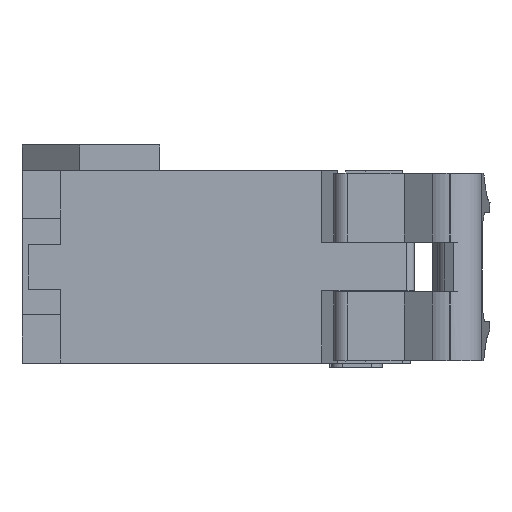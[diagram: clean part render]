
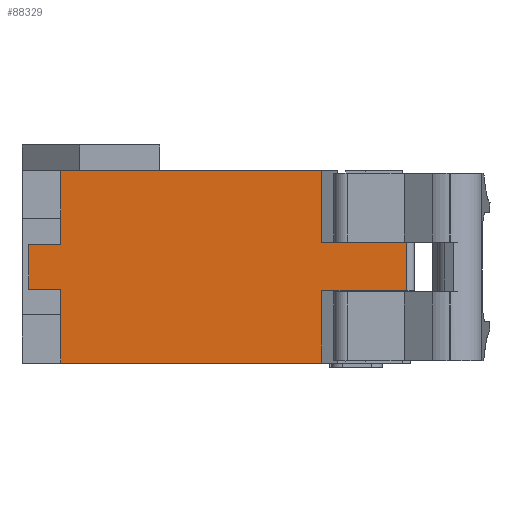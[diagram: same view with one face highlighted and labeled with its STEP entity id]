
A CAD part, left-side view. The second image highlights one B-rep face of the part: STEP entity #88329.
In plain terms, the highlighted planar face has unit normal (-1, 0, 0).
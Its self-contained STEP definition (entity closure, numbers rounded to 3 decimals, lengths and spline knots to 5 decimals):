
#7676=FACE_OUTER_BOUND('',#12262,.T.);
#12262=EDGE_LOOP('',(#74801,#74802,#74803,#74804,#74805,#74806,#74807,#74808,
#74809,#74810,#74811,#74812));
#21863=LINE('',#145040,#31939);
#22034=LINE('',#145393,#32110);
#22057=LINE('',#145437,#32133);
#22066=LINE('',#145455,#32142);
#22071=LINE('',#145466,#32147);
#22072=LINE('',#145468,#32148);
#22073=LINE('',#145470,#32149);
#22074=LINE('',#145472,#32150);
#22075=LINE('',#145474,#32151);
#22076=LINE('',#145476,#32152);
#22077=LINE('',#145477,#32153);
#22078=LINE('',#145478,#32154);
#31939=VECTOR('',#113299,0.3937);
#32110=VECTOR('',#113574,0.3937);
#32133=VECTOR('',#113609,0.3937);
#32142=VECTOR('',#113628,0.3937);
#32147=VECTOR('',#113637,0.3937);
#32148=VECTOR('',#113638,0.3937);
#32149=VECTOR('',#113639,0.3937);
#32150=VECTOR('',#113640,0.3937);
#32151=VECTOR('',#113641,0.3937);
#32152=VECTOR('',#113642,0.3937);
#32153=VECTOR('',#113643,0.3937);
#32154=VECTOR('',#113644,0.3937);
#39742=VERTEX_POINT('',#145034);
#39744=VERTEX_POINT('',#145038);
#39873=VERTEX_POINT('',#145390);
#39874=VERTEX_POINT('',#145392);
#39889=VERTEX_POINT('',#145435);
#39893=VERTEX_POINT('',#145453);
#39897=VERTEX_POINT('',#145465);
#39898=VERTEX_POINT('',#145467);
#39899=VERTEX_POINT('',#145469);
#39900=VERTEX_POINT('',#145471);
#39901=VERTEX_POINT('',#145473);
#39902=VERTEX_POINT('',#145475);
#51496=EDGE_CURVE('',#39744,#39742,#21863,.T.);
#51673=EDGE_CURVE('',#39874,#39873,#22034,.T.);
#51696=EDGE_CURVE('',#39873,#39889,#22057,.T.);
#51705=EDGE_CURVE('',#39889,#39893,#22066,.T.);
#51710=EDGE_CURVE('',#39893,#39897,#22071,.T.);
#51711=EDGE_CURVE('',#39898,#39897,#22072,.T.);
#51712=EDGE_CURVE('',#39898,#39899,#22073,.T.);
#51713=EDGE_CURVE('',#39900,#39899,#22074,.T.);
#51714=EDGE_CURVE('',#39901,#39900,#22075,.T.);
#51715=EDGE_CURVE('',#39902,#39901,#22076,.T.);
#51716=EDGE_CURVE('',#39902,#39742,#22077,.T.);
#51717=EDGE_CURVE('',#39744,#39874,#22078,.T.);
#74801=ORIENTED_EDGE('',*,*,#51673,.T.);
#74802=ORIENTED_EDGE('',*,*,#51696,.T.);
#74803=ORIENTED_EDGE('',*,*,#51705,.T.);
#74804=ORIENTED_EDGE('',*,*,#51710,.T.);
#74805=ORIENTED_EDGE('',*,*,#51711,.F.);
#74806=ORIENTED_EDGE('',*,*,#51712,.T.);
#74807=ORIENTED_EDGE('',*,*,#51713,.F.);
#74808=ORIENTED_EDGE('',*,*,#51714,.F.);
#74809=ORIENTED_EDGE('',*,*,#51715,.F.);
#74810=ORIENTED_EDGE('',*,*,#51716,.T.);
#74811=ORIENTED_EDGE('',*,*,#51496,.F.);
#74812=ORIENTED_EDGE('',*,*,#51717,.T.);
#79461=PLANE('',#93720);
#88329=ADVANCED_FACE('',(#7676),#79461,.T.);
#93720=AXIS2_PLACEMENT_3D('',#145464,#113635,#113636);
#113299=DIRECTION('',(0.,-1.,0.));
#113574=DIRECTION('',(0.,1.,0.));
#113609=DIRECTION('',(0.,0.,-1.));
#113628=DIRECTION('',(0.,-1.,0.));
#113635=DIRECTION('center_axis',(-1.,0.,0.));
#113636=DIRECTION('ref_axis',(0.,1.,0.));
#113637=DIRECTION('',(0.,0.,-1.));
#113638=DIRECTION('',(0.,1.,0.));
#113639=DIRECTION('',(0.,0.,1.));
#113640=DIRECTION('',(0.,1.,0.));
#113641=DIRECTION('',(0.,0.,-1.));
#113642=DIRECTION('',(0.,-1.,0.));
#113643=DIRECTION('',(0.,0.,1.));
#113644=DIRECTION('',(0.,0.,-1.));
#145034=CARTESIAN_POINT('',(-1.1418,-0.2232,0.11752));
#145038=CARTESIAN_POINT('',(-1.1418,0.10227,0.11752));
#145040=CARTESIAN_POINT('',(-1.1418,-0.33873,0.11752));
#145390=CARTESIAN_POINT('',(-1.1418,0.14227,0.02552));
#145392=CARTESIAN_POINT('',(-1.1418,0.10227,0.02552));
#145393=CARTESIAN_POINT('',(-1.1418,-0.11732,0.02552));
#145435=CARTESIAN_POINT('',(-1.1418,0.14227,-0.03048));
#145437=CARTESIAN_POINT('',(-1.1418,0.14227,-0.00248));
#145453=CARTESIAN_POINT('',(-1.1418,0.10227,-0.03048));
#145455=CARTESIAN_POINT('',(-1.1418,-0.11732,-0.03048));
#145464=CARTESIAN_POINT('Origin',(-1.1418,-0.33873,
-0.00248));
#145465=CARTESIAN_POINT('',(-1.1418,0.10227,-0.12248));
#145466=CARTESIAN_POINT('',(-1.1418,0.10227,-0.06248));
#145467=CARTESIAN_POINT('',(-1.1418,-0.2232,-0.12248));
#145468=CARTESIAN_POINT('',(-1.1418,-0.33873,-0.12248));
#145469=CARTESIAN_POINT('',(-1.1418,-0.2232,-0.03248));
#145470=CARTESIAN_POINT('',(-1.1418,-0.2232,-0.06248));
#145471=CARTESIAN_POINT('',(-1.1418,-0.32873,-0.03248));
#145472=CARTESIAN_POINT('',(-1.1418,-0.33873,-0.03248));
#145473=CARTESIAN_POINT('',(-1.1418,-0.32873,0.02752));
#145474=CARTESIAN_POINT('',(-1.1418,-0.32873,-0.00248));
#145475=CARTESIAN_POINT('',(-1.1418,-0.2232,0.02752));
#145476=CARTESIAN_POINT('',(-1.1418,-0.2232,0.02752));
#145477=CARTESIAN_POINT('',(-1.1418,-0.2232,0.05752));
#145478=CARTESIAN_POINT('',(-1.1418,0.10227,0.02652));
